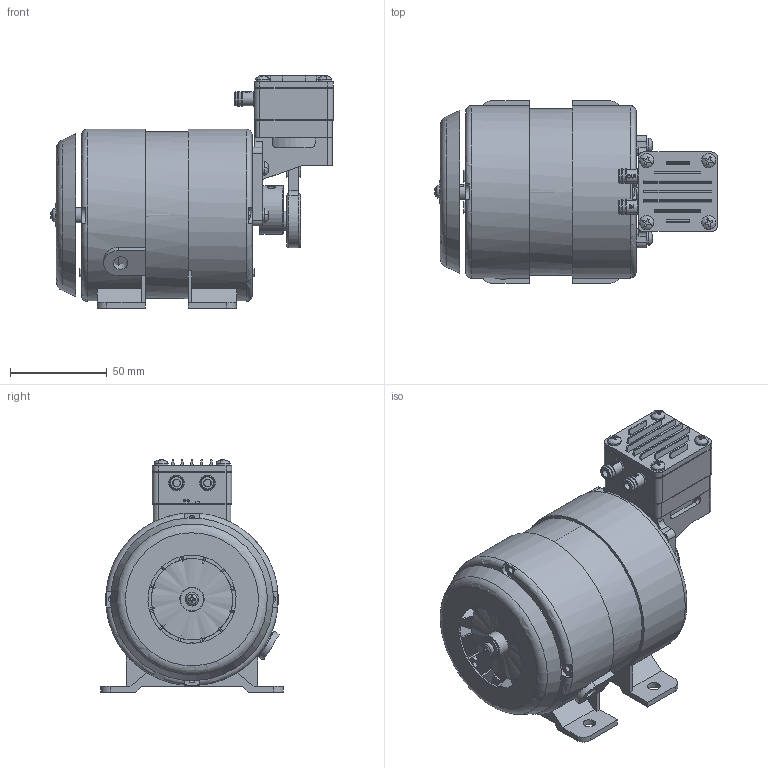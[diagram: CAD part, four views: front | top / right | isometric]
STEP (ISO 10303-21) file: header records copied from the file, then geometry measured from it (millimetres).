
FILE_DESCRIPTION((''),'2;1');
FILE_NAME('GTA-20RNS-230VAC.stp','2014-01-20T09:08:52',('klo'),(''),'Autodesk Inventor 2008','Autodesk Inventor 2008','');
FILE_SCHEMA(('AUTOMOTIVE_DESIGN { 1 0 10303 214 1 1 1 1 }'));
Length unit declared in the file: millimetre
Products named in the file (27): mini single_20RNS_AC230V; mini pump motor_83; mini pump shaft-66 core; _X2_D3B8C2EC_X0_30_MIR1; mini pump rod_MIR1; mini pump _X2_BCA0C5B4B9C1_X0_-608_MIR1; mini pump body; -1; -9; -10[1]; -10[2]; m4-10; mini pump head; -5[1]; -5[2]; -5[3]; -8; mini pump head plate_MIR1; m4-35_MIR1; m3-86; mini pump valve plate_MIR1; cylinder-17mm_MIR1; cord_bushing; mini pump fan-100808A; round cross head screw_ks_KS 1023 RC - M4 x 6-N; PIPE O-RING; washer_4_12
Assembly tree (36 placements, depth 3):
  mini single_20RNS_AC230V
    mini pump motor_83
    mini pump shaft-66 core
    _X2_D3B8C2EC_X0_30_MIR1
    mini pump rod_MIR1
    mini pump _X2_BCA0C5B4B9C1_X0_-608_MIR1
    mini pump body
      -1
      -9
      -10[1]
      -10[2]
    m4-10  x5
    mini pump head
      -5[1]
      -5[2]
      -5[3]
      -8
    mini pump head plate_MIR1
    m4-35_MIR1  x4
    m3-86  x4
    mini pump valve plate_MIR1
    cylinder-17mm_MIR1
    cord_bushing
    mini pump fan-100808A
    round cross head screw_ks_KS 1023 RC - M4 x 6-N
    PIPE O-RING
    washer_4_12
Bounding box: 145.98 x 94 x 120 mm (x, y, z)
Volume: 603738.9 mm3; surface area: 122960.6 mm2
Topology: 33 solids, 34 shells, 1321 faces, 3537 edges, 2260 vertices
Faces by surface type: plane 728, cylinder 439, cone 55, torus 48, bspline 42, sphere 9
Full cylindrical faces by diameter (mm): 2.2 x2, 2.302 x1, 2.485 x1, 3 x4, 3.2 x6, 3.242 x21, 3.3 x4, 4 x13, 4.1 x1, 4.134 x1, 4.2 x4, 4.5 x8, 5 x4, 6.5 x4, 7 x2, 7.2 x9, 7.5 x1, 8 x6, 10 x1, 12 x1, 12.5 x1, 22 x2, 23 x1, 25 x1, 28 x1, 30 x2, 35 x2, 45.5 x1, 86 x1, 89 x2
Entity records: 36526 total; most frequent: CARTESIAN_POINT 10269, DIRECTION 5316, ORIENTED_EDGE 5027, EDGE_CURVE 2571, AXIS2_PLACEMENT_3D 1876, VERTEX_POINT 1698, VECTOR 1564, LINE 1564
